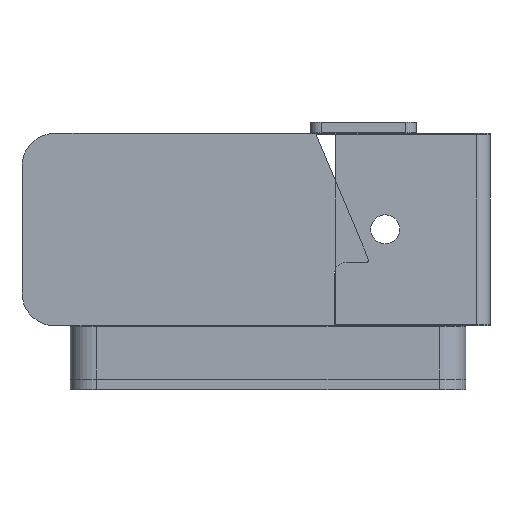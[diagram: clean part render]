
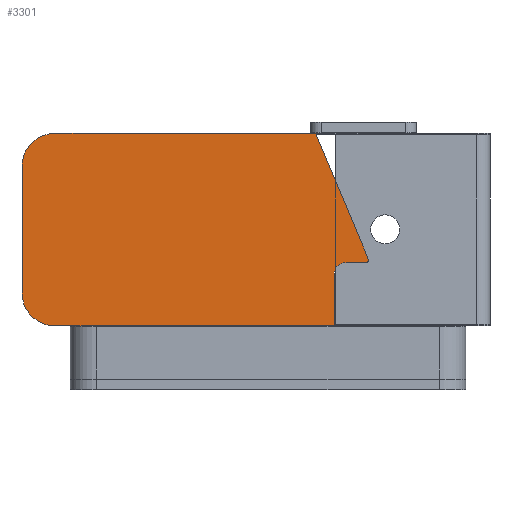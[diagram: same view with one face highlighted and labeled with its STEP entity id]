
A CAD part, front view. The second image highlights one B-rep face of the part: STEP entity #3301.
In plain terms, the highlighted planar face has unit normal (0, -1, 0).
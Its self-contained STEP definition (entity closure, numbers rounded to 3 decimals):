
#163 = ORIENTED_EDGE ( 'NONE', *, *, #366, .T. ) ;
#174 = EDGE_CURVE ( 'NONE', #2582, #4270, #2324, .T. ) ;
#314 = CARTESIAN_POINT ( 'NONE',  ( -24., -29.5, -177.504 ) ) ;
#345 = VERTEX_POINT ( 'NONE', #4366 ) ;
#366 = EDGE_CURVE ( 'NONE', #4270, #2128, #911, .T. ) ;
#408 = CARTESIAN_POINT ( 'NONE',  ( 12.549, -29.5, -59.004 ) ) ;
#435 = VERTEX_POINT ( 'NONE', #1427 ) ;
#470 = CARTESIAN_POINT ( 'NONE',  ( -36.5, -29.5, -165.004 ) ) ;
#534 = EDGE_CURVE ( 'NONE', #2589, #2511, #760, .T. ) ;
#538 = CARTESIAN_POINT ( 'NONE',  ( 36.5, -29.5, -165.004 ) ) ;
#550 = EDGE_LOOP ( 'NONE', ( #1037, #2363, #3138, #4078, #163, #3758, #1606, #1086, #1580, #2103 ) ) ;
#760 = CIRCLE ( 'NONE', #4415, 12.5 ) ;
#853 = CIRCLE ( 'NONE', #4424, 4. ) ;
#904 = DIRECTION ( 'NONE',  ( 0., -1., 0. ) ) ;
#911 = CIRCLE ( 'NONE', #4320, 12.5 ) ;
#1025 = CARTESIAN_POINT ( 'NONE',  ( 36.5, -29.5, -59.004 ) ) ;
#1037 = ORIENTED_EDGE ( 'NONE', *, *, #3247, .T. ) ;
#1086 = ORIENTED_EDGE ( 'NONE', *, *, #1156, .T. ) ;
#1154 = EDGE_CURVE ( 'NONE', #2067, #2260, #3015, .T. ) ;
#1156 = EDGE_CURVE ( 'NONE', #2511, #4656, #3912, .T. ) ;
#1189 = VECTOR ( 'NONE', #4533, 1000. ) ;
#1281 = DIRECTION ( 'NONE',  ( 0., -1., 0. ) ) ;
#1294 = AXIS2_PLACEMENT_3D ( 'NONE', #3932, #1281, #2777 ) ;
#1427 = CARTESIAN_POINT ( 'NONE',  ( 16.549, -29.5, -59.004 ) ) ;
#1487 = CARTESIAN_POINT ( 'NONE',  ( -36.5, -29.5, -66.15 ) ) ;
#1506 = CARTESIAN_POINT ( 'NONE',  ( 36.5, -29.5, -59.004 ) ) ;
#1528 = CARTESIAN_POINT ( 'NONE',  ( 24., -29.5, -165.004 ) ) ;
#1580 = ORIENTED_EDGE ( 'NONE', *, *, #4924, .T. ) ;
#1597 = VECTOR ( 'NONE', #2926, 1000. ) ;
#1606 = ORIENTED_EDGE ( 'NONE', *, *, #534, .T. ) ;
#1610 = DIRECTION ( 'NONE',  ( 0., -1., 0. ) ) ;
#1767 = CARTESIAN_POINT ( 'NONE',  ( -24., -29.5, -165.004 ) ) ;
#1948 = DIRECTION ( 'NONE',  ( 0., 0., 1. ) ) ;
#1997 = LINE ( 'NONE', #408, #3121 ) ;
#2056 = CARTESIAN_POINT ( 'NONE',  ( 36.5, -29.5, -59.004 ) ) ;
#2067 = VERTEX_POINT ( 'NONE', #2224 ) ;
#2103 = ORIENTED_EDGE ( 'NONE', *, *, #2621, .T. ) ;
#2128 = VERTEX_POINT ( 'NONE', #314 ) ;
#2224 = CARTESIAN_POINT ( 'NONE',  ( 12.549, -29.5, -47.047 ) ) ;
#2258 = CARTESIAN_POINT ( 'NONE',  ( 24., -29.5, -177.504 ) ) ;
#2260 = VERTEX_POINT ( 'NONE', #2500 ) ;
#2274 = LINE ( 'NONE', #1506, #1189 ) ;
#2288 = DIRECTION ( 'NONE',  ( 0., 0., -1. ) ) ;
#2302 = DIRECTION ( 'NONE',  ( 0., 0., -1. ) ) ;
#2324 = LINE ( 'NONE', #3385, #4794 ) ;
#2357 = AXIS2_PLACEMENT_3D ( 'NONE', #3404, #904, #2288 ) ;
#2363 = ORIENTED_EDGE ( 'NONE', *, *, #1154, .T. ) ;
#2500 = CARTESIAN_POINT ( 'NONE',  ( 11.162, -29.5, -46.125 ) ) ;
#2511 = VERTEX_POINT ( 'NONE', #538 ) ;
#2582 = VERTEX_POINT ( 'NONE', #1487 ) ;
#2589 = VERTEX_POINT ( 'NONE', #4037 ) ;
#2621 = EDGE_CURVE ( 'NONE', #435, #345, #853, .T. ) ;
#2725 = FACE_OUTER_BOUND ( 'NONE', #550, .T. ) ;
#2732 = VECTOR ( 'NONE', #4483, 1000. ) ;
#2777 = DIRECTION ( 'NONE',  ( 0., 0., -1. ) ) ;
#2797 = DIRECTION ( 'NONE',  ( 0., 0., -1. ) ) ;
#2926 = DIRECTION ( 'NONE',  ( -0.922, 0., -0.387 ) ) ;
#3000 = DIRECTION ( 'NONE',  ( 0., 1., 0. ) ) ;
#3015 = CIRCLE ( 'NONE', #1294, 1. ) ;
#3121 = VECTOR ( 'NONE', #1948, 1000. ) ;
#3138 = ORIENTED_EDGE ( 'NONE', *, *, #4903, .T. ) ;
#3247 = EDGE_CURVE ( 'NONE', #345, #2067, #1997, .T. ) ;
#3250 = DIRECTION ( 'NONE',  ( 0., 0., 1. ) ) ;
#3301 = ADVANCED_FACE ( 'NONE', ( #2725 ), #4246, .T. ) ;
#3385 = CARTESIAN_POINT ( 'NONE',  ( -36.5, -29.5, -165.004 ) ) ;
#3404 = CARTESIAN_POINT ( 'NONE',  ( -24., -29.5, -165.004 ) ) ;
#3499 = EDGE_CURVE ( 'NONE', #2128, #2589, #3572, .T. ) ;
#3572 = LINE ( 'NONE', #2258, #2732 ) ;
#3758 = ORIENTED_EDGE ( 'NONE', *, *, #3499, .T. ) ;
#3912 = LINE ( 'NONE', #1025, #4033 ) ;
#3932 = CARTESIAN_POINT ( 'NONE',  ( 11.549, -29.5, -47.047 ) ) ;
#4033 = VECTOR ( 'NONE', #3250, 1000. ) ;
#4037 = CARTESIAN_POINT ( 'NONE',  ( 24., -29.5, -177.504 ) ) ;
#4048 = DIRECTION ( 'NONE',  ( 0., 0., -1. ) ) ;
#4078 = ORIENTED_EDGE ( 'NONE', *, *, #174, .T. ) ;
#4110 = CARTESIAN_POINT ( 'NONE',  ( 12.549, -29.5, -45.542 ) ) ;
#4172 = CARTESIAN_POINT ( 'NONE',  ( 16.549, -29.5, -55.004 ) ) ;
#4189 = DIRECTION ( 'NONE',  ( 0., 0., -1. ) ) ;
#4246 = PLANE ( 'NONE',  #2357 ) ;
#4270 = VERTEX_POINT ( 'NONE', #470 ) ;
#4320 = AXIS2_PLACEMENT_3D ( 'NONE', #1767, #4440, #4048 ) ;
#4366 = CARTESIAN_POINT ( 'NONE',  ( 12.549, -29.5, -55.004 ) ) ;
#4415 = AXIS2_PLACEMENT_3D ( 'NONE', #1528, #1610, #4189 ) ;
#4424 = AXIS2_PLACEMENT_3D ( 'NONE', #4172, #3000, #2797 ) ;
#4440 = DIRECTION ( 'NONE',  ( 0., -1., 0. ) ) ;
#4483 = DIRECTION ( 'NONE',  ( 1., 0., 0. ) ) ;
#4533 = DIRECTION ( 'NONE',  ( -1., 0., 0. ) ) ;
#4656 = VERTEX_POINT ( 'NONE', #2056 ) ;
#4794 = VECTOR ( 'NONE', #2302, 1000. ) ;
#4827 = LINE ( 'NONE', #4110, #1597 ) ;
#4903 = EDGE_CURVE ( 'NONE', #2260, #2582, #4827, .T. ) ;
#4924 = EDGE_CURVE ( 'NONE', #4656, #435, #2274, .T. ) ;
